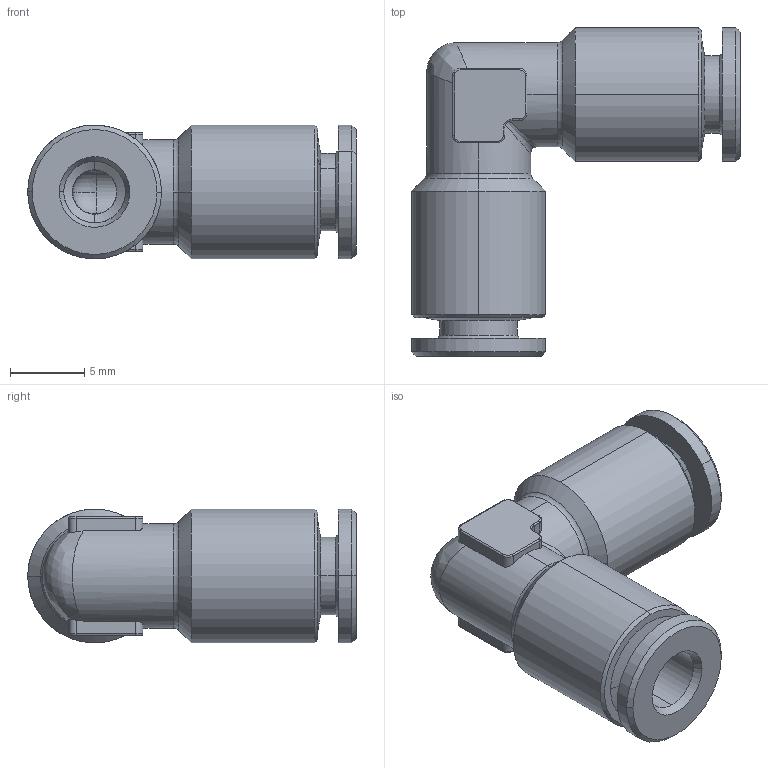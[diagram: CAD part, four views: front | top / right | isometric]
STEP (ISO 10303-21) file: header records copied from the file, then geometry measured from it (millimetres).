
FILE_DESCRIPTION(( 'MA.28.04.04.STEP' ), '1');
FILE_NAME( 'MA.28.04.04.STEP', '2018-10-01T13:54:14',( 'Sopra'),('sopra-pneumatic.com'), 'SwSTEP 2.0','SolidWorks 2009','' );
FILE_SCHEMA (( 'CONFIG_CONTROL_DESIGN' ));
Length unit declared in the file: millimetre
Products named in the file (1): A0180010
Bounding box: 22.1 x 22.1 x 9 mm (x, y, z)
Volume: 1423.9 mm3; surface area: 1600.7 mm2
Topology: 1 solids, 1 shells, 124 faces, 289 edges, 173 vertices
Faces by surface type: cylinder 54, cone 28, plane 22, torus 16, sphere 2, bspline 2
Entity records: 3788 total; most frequent: CARTESIAN_POINT 846, DIRECTION 652, ORIENTED_EDGE 578, EDGE_CURVE 289, AXIS2_PLACEMENT_3D 271, VERTEX_POINT 173, CIRCLE 148, EDGE_LOOP 132
